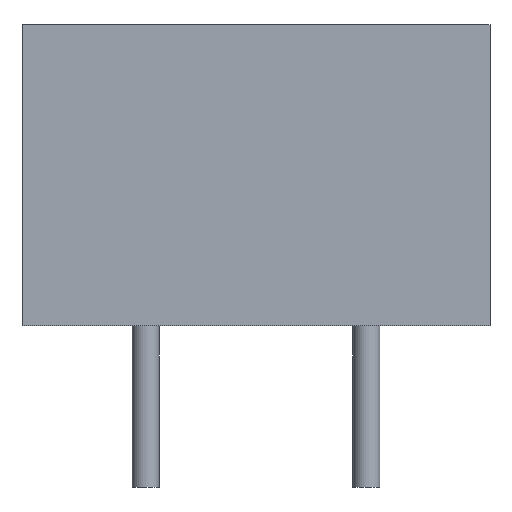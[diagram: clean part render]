
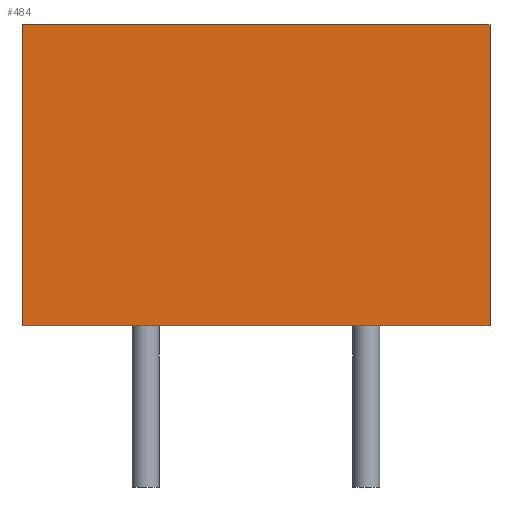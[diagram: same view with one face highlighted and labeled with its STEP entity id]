
A CAD part, front view. The second image highlights one B-rep face of the part: STEP entity #484.
In plain terms, the highlighted planar face has unit normal (0, -1, 0).
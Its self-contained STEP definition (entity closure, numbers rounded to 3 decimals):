
#38=PLANE('',#543);
#79=LINE('',#800,#124);
#80=LINE('',#803,#125);
#81=LINE('',#805,#126);
#82=LINE('',#806,#127);
#124=VECTOR('',#666,10.);
#125=VECTOR('',#669,10.);
#126=VECTOR('',#670,10.);
#127=VECTOR('',#671,10.);
#163=FACE_OUTER_BOUND('',#194,.T.);
#194=EDGE_LOOP('',(#412,#413,#414,#415));
#257=VERTEX_POINT('',#796);
#258=VERTEX_POINT('',#798);
#259=VERTEX_POINT('',#802);
#260=VERTEX_POINT('',#804);
#315=EDGE_CURVE('',#257,#258,#79,.T.);
#316=EDGE_CURVE('',#257,#259,#80,.T.);
#317=EDGE_CURVE('',#260,#258,#81,.T.);
#318=EDGE_CURVE('',#259,#260,#82,.T.);
#412=ORIENTED_EDGE('',*,*,#316,.F.);
#413=ORIENTED_EDGE('',*,*,#315,.T.);
#414=ORIENTED_EDGE('',*,*,#317,.F.);
#415=ORIENTED_EDGE('',*,*,#318,.F.);
#484=ADVANCED_FACE('',(#163),#38,.T.);
#543=AXIS2_PLACEMENT_3D('',#801,#667,#668);
#666=DIRECTION('',(0.,0.,1.));
#667=DIRECTION('center_axis',(0.,-1.,0.));
#668=DIRECTION('ref_axis',(1.,0.,0.));
#669=DIRECTION('',(-1.,0.,0.));
#670=DIRECTION('',(1.,0.,0.));
#671=DIRECTION('',(0.,0.,1.));
#796=CARTESIAN_POINT('',(4.35,-2.25,0.));
#798=CARTESIAN_POINT('',(4.35,-2.25,5.6));
#800=CARTESIAN_POINT('',(4.35,-2.25,0.));
#801=CARTESIAN_POINT('Origin',(-4.35,-2.25,0.));
#802=CARTESIAN_POINT('',(-4.35,-2.25,0.));
#803=CARTESIAN_POINT('',(4.35,-2.25,0.));
#804=CARTESIAN_POINT('',(-4.35,-2.25,5.6));
#805=CARTESIAN_POINT('',(4.35,-2.25,5.6));
#806=CARTESIAN_POINT('',(-4.35,-2.25,0.));
